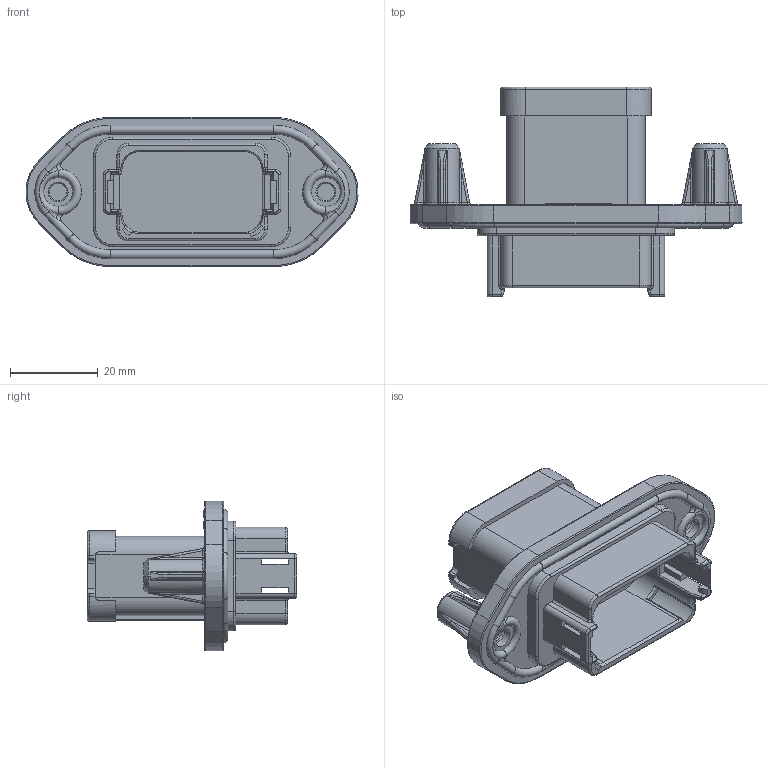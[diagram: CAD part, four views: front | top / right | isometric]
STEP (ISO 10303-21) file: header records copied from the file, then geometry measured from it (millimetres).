
FILE_DESCRIPTION((''),'2;1');
FILE_NAME('26-80426-12A','2016-02-29T',('Orion.Li'),(''),'PRO/ENGINEER BY PARAMETRIC TECHNOLOGY CORPORATION, 2013230','PRO/ENGINEER BY PARAMETRIC TECHNOLOGY CORPORATION, 2013230','');
FILE_SCHEMA(('CONFIG_CONTROL_DESIGN'));
Products named in the file (1): 26-80426-12A
Bounding box: 75.64 x 47.8 x 34 mm (x, y, z)
Volume: 27533.4 mm3; surface area: 14865.8 mm2
Topology: 1 solids, 13 shells, 2370 faces, 6458 edges, 4217 vertices
Faces by surface type: plane 1821, cylinder 230, torus 98, bspline 96, extrusion 77, sphere 26, cone 22
Entity records: 80849 total; most frequent: CARTESIAN_POINT 21534, ORIENTED_EDGE 12916, DIRECTION 11193, EDGE_CURVE 6458, VECTOR 5407, LINE 5330, VERTEX_POINT 4217, AXIS2_PLACEMENT_3D 2893
